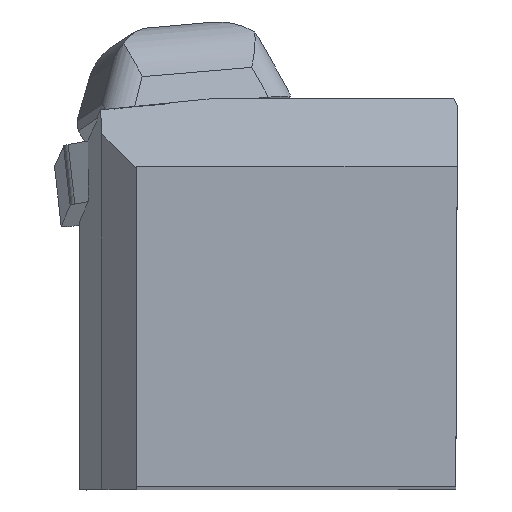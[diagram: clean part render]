
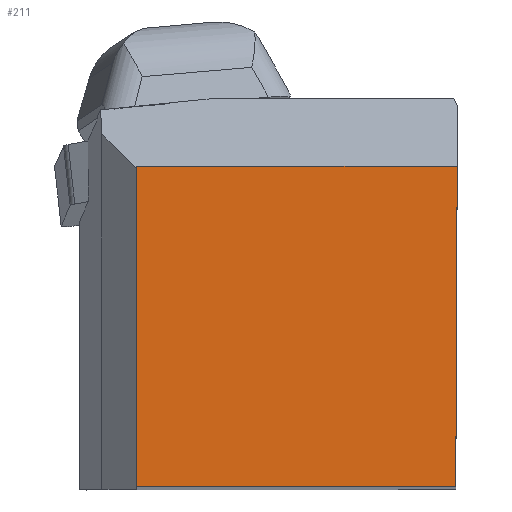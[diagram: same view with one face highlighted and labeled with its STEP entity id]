
A CAD part, top view. The second image highlights one B-rep face of the part: STEP entity #211.
In plain terms, the highlighted planar face has unit normal (0, 0, 1).
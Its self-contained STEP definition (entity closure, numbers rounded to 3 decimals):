
#147=FACE_OUTER_BOUND('',#602,.T.);
#211=ADVANCED_FACE('BLANK_BOXF006',(#147),#269,.F.);
#269=PLANE('',#1427);
#364=LINE('',#2085,#497);
#368=LINE('',#2091,#501);
#371=LINE('',#2097,#504);
#372=LINE('',#2099,#505);
#497=VECTOR('',#1648,1.);
#501=VECTOR('',#1654,1.);
#504=VECTOR('',#1659,1.);
#505=VECTOR('',#1660,1.);
#602=EDGE_LOOP('',(#780,#781,#782,#783));
#780=ORIENTED_EDGE('',*,*,#1205,.F.);
#781=ORIENTED_EDGE('',*,*,#1202,.F.);
#782=ORIENTED_EDGE('',*,*,#1198,.F.);
#783=ORIENTED_EDGE('',*,*,#1206,.F.);
#1062=VERTEX_POINT('',#2084);
#1063=VERTEX_POINT('',#2086);
#1064=VERTEX_POINT('',#2092);
#1066=VERTEX_POINT('',#2098);
#1198=EDGE_CURVE('',#1062,#1063,#364,.T.);
#1202=EDGE_CURVE('',#1063,#1064,#368,.T.);
#1205=EDGE_CURVE('',#1064,#1066,#371,.T.);
#1206=EDGE_CURVE('',#1066,#1062,#372,.T.);
#1427=AXIS2_PLACEMENT_3D('',#2100,#1661,#1662);
#1648=DIRECTION('',(-0.004,-1.,0.));
#1654=DIRECTION('',(-1.,0.,0.));
#1659=DIRECTION('',(0.,1.,0.));
#1660=DIRECTION('',(1.,0.,0.));
#1661=DIRECTION('',(0.,0.,-1.));
#1662=DIRECTION('',(-1.,0.,0.));
#2084=CARTESIAN_POINT('',(0.,25.273,0.));
#2085=CARTESIAN_POINT('',(0.62,167.398,0.));
#2086=CARTESIAN_POINT('',(-0.11,0.,0.));
#2091=CARTESIAN_POINT('',(167.4,0.,0.));
#2092=CARTESIAN_POINT('',(-25.273,0.,0.));
#2097=CARTESIAN_POINT('',(-25.273,-167.4,0.));
#2098=CARTESIAN_POINT('',(-25.273,25.273,0.));
#2099=CARTESIAN_POINT('',(-167.4,25.273,0.));
#2100=CARTESIAN_POINT('',(-46.75,-5.,0.));
